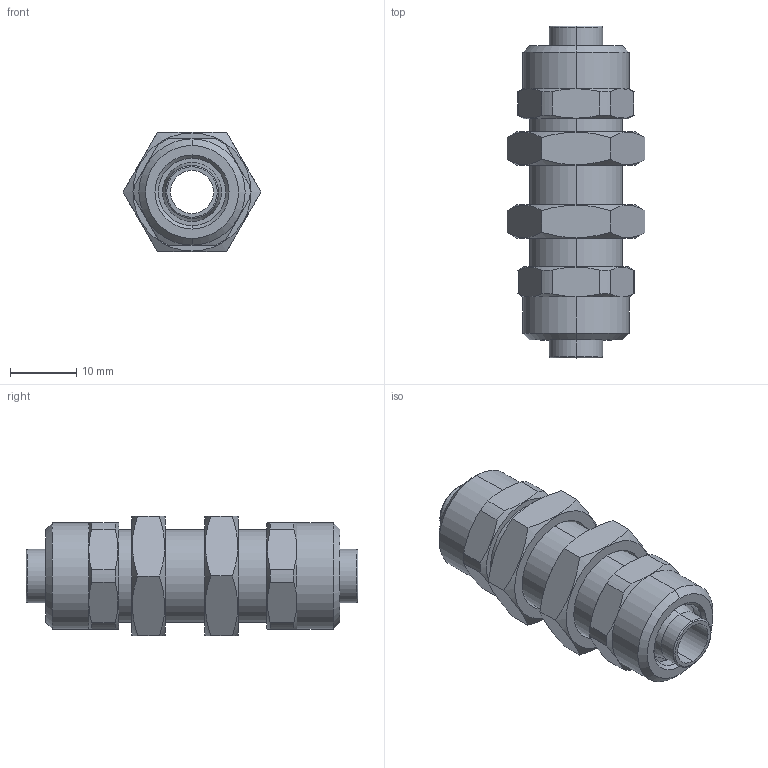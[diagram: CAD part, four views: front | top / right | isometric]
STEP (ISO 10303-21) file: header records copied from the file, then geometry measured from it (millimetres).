
FILE_DESCRIPTION (( 'STEP AP203' ), '1' );
FILE_NAME ('02050050.STEP', '2011-09-20T07:02:22', ( '' ), ( 'sopra-pneumatic' ), 'SwSTEP 2.0', 'SolidWorks 2011', '' );
FILE_SCHEMA (( 'CONFIG_CONTROL_DESIGN' ));
Length unit declared in the file: millimetre
Products named in the file (1): 02050050
Bounding box: 20.78 x 50 x 18 mm (x, y, z)
Volume: 7870 mm3; surface area: 5362.9 mm2
Topology: 3 solids, 3 shells, 116 faces, 272 edges, 168 vertices
Faces by surface type: cone 44, plane 36, cylinder 32, torus 4
Entity records: 3737 total; most frequent: CARTESIAN_POINT 1045, DIRECTION 546, ORIENTED_EDGE 544, EDGE_CURVE 272, AXIS2_PLACEMENT_3D 229, VERTEX_POINT 168, EDGE_LOOP 128, ADVANCED_FACE 116
